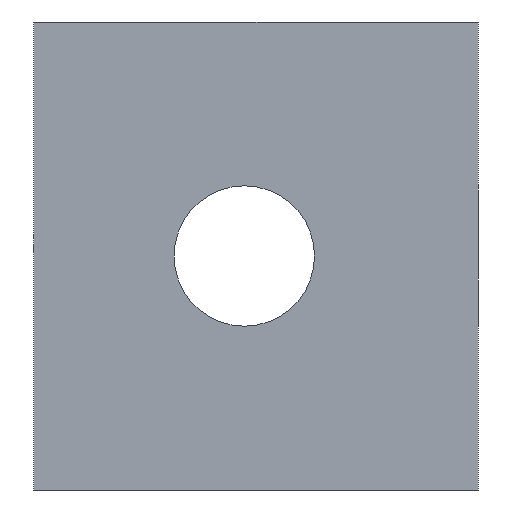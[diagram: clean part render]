
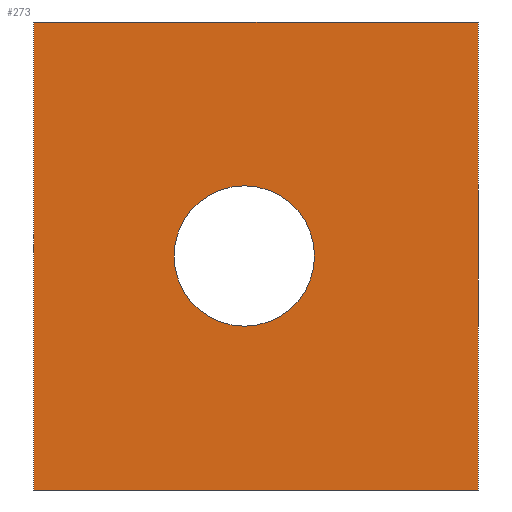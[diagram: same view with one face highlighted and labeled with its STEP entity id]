
A CAD part, left-side view. The second image highlights one B-rep face of the part: STEP entity #273.
In plain terms, the highlighted planar face has unit normal (-1, 0, 0).
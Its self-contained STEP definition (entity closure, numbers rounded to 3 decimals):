
#13 = ORIENTED_EDGE ( 'NONE', *, *, #495, .F. ) ;
#27 = FACE_OUTER_BOUND ( 'NONE', #490, .T. ) ;
#36 = VECTOR ( 'NONE', #463, 1000. ) ;
#44 = DIRECTION ( 'NONE',  ( 0., 0., 1. ) ) ;
#47 = EDGE_CURVE ( 'NONE', #147, #436, #171, .T. ) ;
#50 = VERTEX_POINT ( 'NONE', #516 ) ;
#77 = CARTESIAN_POINT ( 'NONE',  ( 0., 5., 5. ) ) ;
#82 = EDGE_CURVE ( 'NONE', #283, #339, #398, .T. ) ;
#83 = DIRECTION ( 'NONE',  ( -1., 0., 0. ) ) ;
#87 = DIRECTION ( 'NONE',  ( 0., 0., 1. ) ) ;
#104 = DIRECTION ( 'NONE',  ( 0., -1., 0. ) ) ;
#116 = DIRECTION ( 'NONE',  ( 0., 0., -1. ) ) ;
#122 = CARTESIAN_POINT ( 'NONE',  ( 0., 5., 6.5 ) ) ;
#137 = DIRECTION ( 'NONE',  ( -1., 0., 0. ) ) ;
#139 = CARTESIAN_POINT ( 'NONE',  ( 0., 9.5, 10. ) ) ;
#147 = VERTEX_POINT ( 'NONE', #139 ) ;
#157 = DIRECTION ( 'NONE',  ( 1., 0., 0. ) ) ;
#171 = LINE ( 'NONE', #472, #379 ) ;
#176 = CARTESIAN_POINT ( 'NONE',  ( 0., 5., 5. ) ) ;
#178 = AXIS2_PLACEMENT_3D ( 'NONE', #77, #83, #87 ) ;
#187 = EDGE_LOOP ( 'NONE', ( #556, #470 ) ) ;
#205 = EDGE_CURVE ( 'NONE', #413, #50, #492, .T. ) ;
#208 = LINE ( 'NONE', #555, #36 ) ;
#209 = VECTOR ( 'NONE', #104, 1000. ) ;
#217 = DIRECTION ( 'NONE',  ( 0., -1., 0. ) ) ;
#229 = AXIS2_PLACEMENT_3D ( 'NONE', #176, #137, #44 ) ;
#232 = ORIENTED_EDGE ( 'NONE', *, *, #205, .T. ) ;
#241 = CIRCLE ( 'NONE', #229, 1.5 ) ;
#273 = ADVANCED_FACE ( 'NONE', ( #467, #27 ), #557, .F. ) ;
#283 = VERTEX_POINT ( 'NONE', #122 ) ;
#287 = CARTESIAN_POINT ( 'NONE',  ( 0., 10., 10. ) ) ;
#305 = LINE ( 'NONE', #520, #456 ) ;
#310 = ORIENTED_EDGE ( 'NONE', *, *, #341, .F. ) ;
#339 = VERTEX_POINT ( 'NONE', #415 ) ;
#341 = EDGE_CURVE ( 'NONE', #413, #147, #208, .T. ) ;
#345 = AXIS2_PLACEMENT_3D ( 'NONE', #287, #157, #116 ) ;
#379 = VECTOR ( 'NONE', #217, 1000. ) ;
#398 = CIRCLE ( 'NONE', #178, 1.5 ) ;
#413 = VERTEX_POINT ( 'NONE', #559 ) ;
#415 = CARTESIAN_POINT ( 'NONE',  ( 0., 5., 3.5 ) ) ;
#436 = VERTEX_POINT ( 'NONE', #528 ) ;
#450 = CARTESIAN_POINT ( 'NONE',  ( 0., 10., 0. ) ) ;
#456 = VECTOR ( 'NONE', #478, 1000. ) ;
#463 = DIRECTION ( 'NONE',  ( 0., 0., 1. ) ) ;
#467 = FACE_BOUND ( 'NONE', #187, .T. ) ;
#470 = ORIENTED_EDGE ( 'NONE', *, *, #521, .F. ) ;
#472 = CARTESIAN_POINT ( 'NONE',  ( 0., 10., 10. ) ) ;
#478 = DIRECTION ( 'NONE',  ( 0., 0., -1. ) ) ;
#490 = EDGE_LOOP ( 'NONE', ( #501, #310, #232, #13 ) ) ;
#492 = LINE ( 'NONE', #450, #209 ) ;
#495 = EDGE_CURVE ( 'NONE', #436, #50, #305, .T. ) ;
#501 = ORIENTED_EDGE ( 'NONE', *, *, #47, .F. ) ;
#516 = CARTESIAN_POINT ( 'NONE',  ( 0., 0., 0. ) ) ;
#520 = CARTESIAN_POINT ( 'NONE',  ( 0., 0., 10. ) ) ;
#521 = EDGE_CURVE ( 'NONE', #339, #283, #241, .T. ) ;
#528 = CARTESIAN_POINT ( 'NONE',  ( 0., 0., 10. ) ) ;
#555 = CARTESIAN_POINT ( 'NONE',  ( 0., 9.5, 0. ) ) ;
#556 = ORIENTED_EDGE ( 'NONE', *, *, #82, .F. ) ;
#557 = PLANE ( 'NONE',  #345 ) ;
#559 = CARTESIAN_POINT ( 'NONE',  ( 0., 9.5, 0. ) ) ;
